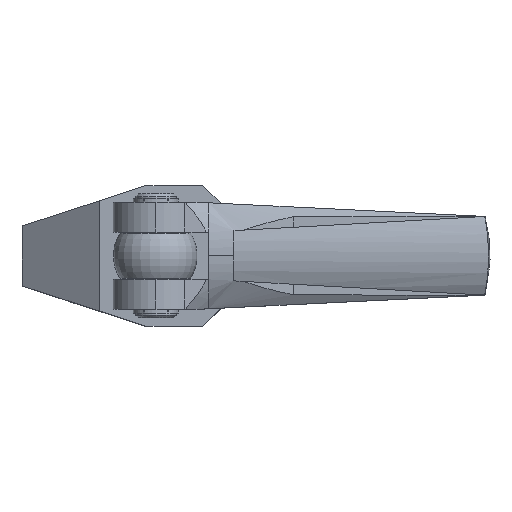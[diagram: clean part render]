
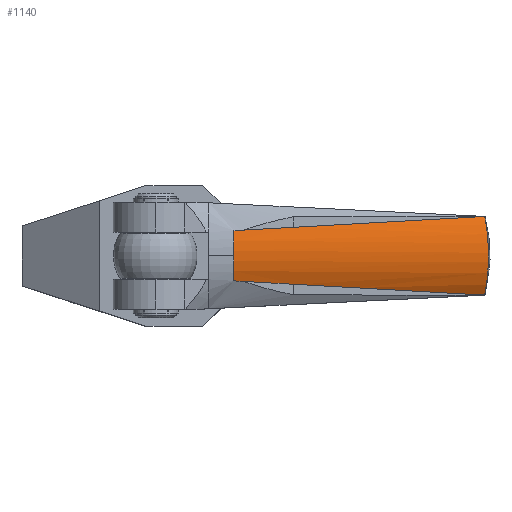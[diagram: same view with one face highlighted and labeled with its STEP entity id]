
A CAD part, top view. The second image highlights one B-rep face of the part: STEP entity #1140.
In plain terms, the highlighted cylindrical face has radius 21.47 mm (diameter 42.94 mm), a partial arc.
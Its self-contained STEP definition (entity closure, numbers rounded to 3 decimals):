
#996=VERTEX_POINT('',#2866);
#1140=ADVANCED_FACE('',(#3027),#3028,.T.);
#1164=EDGE_CURVE('',#996,#1730,#3054,.T.);
#1252=VERTEX_POINT('',#3149);
#1396=EDGE_CURVE('',#1466,#1538,#3304,.T.);
#1466=VERTEX_POINT('',#3389);
#1538=VERTEX_POINT('',#3469);
#1594=EDGE_CURVE('',#1538,#1252,#3530,.T.);
#1730=VERTEX_POINT('',#3682);
#2334=EDGE_CURVE('',#1466,#1730,#4352,.T.);
#2518=EDGE_CURVE('',#1252,#2750,#4555,.T.);
#2644=EDGE_CURVE('',#2750,#996,#4691,.T.);
#2750=VERTEX_POINT('',#4805);
#2866=CARTESIAN_POINT('',(95.808,11.609,76.34));
#3027=FACE_OUTER_BOUND('',#5167,.T.);
#3028=CYLINDRICAL_SURFACE('',#5168,21.47);
#3054=LINE('',#5214,#5215);
#3149=CARTESIAN_POINT('',(23.292,-7.5,78.398));
#3304=LINE('',#5589,#5590);
#3389=CARTESIAN_POINT('',(98.204,-11.611,76.34));
#3469=CARTESIAN_POINT('',(95.842,-11.611,76.34));
#3530=ELLIPSE('',#5901,379.49,21.47);
#3682=CARTESIAN_POINT('',(98.205,11.609,76.34));
#4352=B_SPLINE_CURVE_WITH_KNOTS('',3,(#7219,#7220,#7221,#7222,#7223,#7224,#7225,#7226,#7227,#7228,#7229,#7230,#7231,#7232,#7233,#7234,#7235,#7236,#7237,#7238),.UNSPECIFIED.,.F.,.F.,(4,2,2,2,2,2,2,2,2,4),(0.168,2.024,4.048,8.096,12.144,14.168,16.192,18.263,20.333,23.872),.UNSPECIFIED.);
#4555=CIRCLE('',#7555,21.47);
#4691=ELLIPSE('',#7793,379.49,21.47);
#4805=CARTESIAN_POINT('',(23.292,7.5,78.397));
#5167=EDGE_LOOP('',(#8272,#8273,#8274,#8275,#8276,#8277));
#5168=AXIS2_PLACEMENT_3D('',#8278,#8279,#8280);
#5214=CARTESIAN_POINT('',(99.792,11.609,76.34));
#5215=VECTOR('',#8314,1.0);
#5589=CARTESIAN_POINT('',(99.792,-11.611,76.34));
#5590=VECTOR('',#8567,1.0);
#5901=AXIS2_PLACEMENT_3D('',#8895,#8896,#8897);
#7219=CARTESIAN_POINT('',(98.204,-11.611,76.34));
#7220=CARTESIAN_POINT('',(98.312,-11.097,76.67));
#7221=CARTESIAN_POINT('',(98.414,-10.56,76.985));
#7222=CARTESIAN_POINT('',(98.612,-9.396,77.597));
#7223=CARTESIAN_POINT('',(98.707,-8.766,77.892));
#7224=CARTESIAN_POINT('',(98.963,-6.819,78.687));
#7225=CARTESIAN_POINT('',(99.094,-5.446,79.097));
#7226=CARTESIAN_POINT('',(99.265,-2.644,79.634));
#7227=CARTESIAN_POINT('',(99.306,-1.212,79.762));
#7228=CARTESIAN_POINT('',(99.3,0.904,79.743));
#7229=CARTESIAN_POINT('',(99.287,1.605,79.701));
#7230=CARTESIAN_POINT('',(99.239,2.982,79.553));
#7231=CARTESIAN_POINT('',(99.205,3.66,79.446));
#7232=CARTESIAN_POINT('',(99.118,4.994,79.172));
#7233=CARTESIAN_POINT('',(99.063,5.672,78.999));
#7234=CARTESIAN_POINT('',(98.929,7.02,78.582));
#7235=CARTESIAN_POINT('',(98.851,7.691,78.338));
#7236=CARTESIAN_POINT('',(98.608,9.478,77.583));
#7237=CARTESIAN_POINT('',(98.422,10.574,77.006));
#7238=CARTESIAN_POINT('',(98.205,11.609,76.34));
#7555=AXIS2_PLACEMENT_3D('',#10145,#10146,#10147);
#7793=AXIS2_PLACEMENT_3D('',#10259,#10260,#10261);
#8272=ORIENTED_EDGE('',*,*,#1594,.F.);
#8273=ORIENTED_EDGE('',*,*,#1396,.F.);
#8274=ORIENTED_EDGE('',*,*,#2334,.T.);
#8275=ORIENTED_EDGE('',*,*,#1164,.F.);
#8276=ORIENTED_EDGE('',*,*,#2644,.F.);
#8277=ORIENTED_EDGE('',*,*,#2518,.F.);
#8278=CARTESIAN_POINT('',(99.792,-0.001,58.28));
#8279=DIRECTION('',(1.0,-0.0,-0.0));
#8280=DIRECTION('',(0.0,-0.547,0.837));
#8314=DIRECTION('',(1.0,0.0,0.0));
#8567=DIRECTION('',(-1.0,0.0,0.0));
#8895=CARTESIAN_POINT('',(-109.044,-0.001,58.28));
#8896=DIRECTION('',(-0.057,-0.998,0.0));
#8897=DIRECTION('',(0.998,-0.057,0.0));
#10145=CARTESIAN_POINT('',(23.292,-0.001,58.28));
#10146=DIRECTION('',(-1.0,0.0,0.0));
#10147=DIRECTION('',(0.0,-0.547,0.837));
#10259=CARTESIAN_POINT('',(-109.078,-0.001,58.28));
#10260=DIRECTION('',(-0.057,0.998,0.0));
#10261=DIRECTION('',(-0.998,-0.057,0.0));
